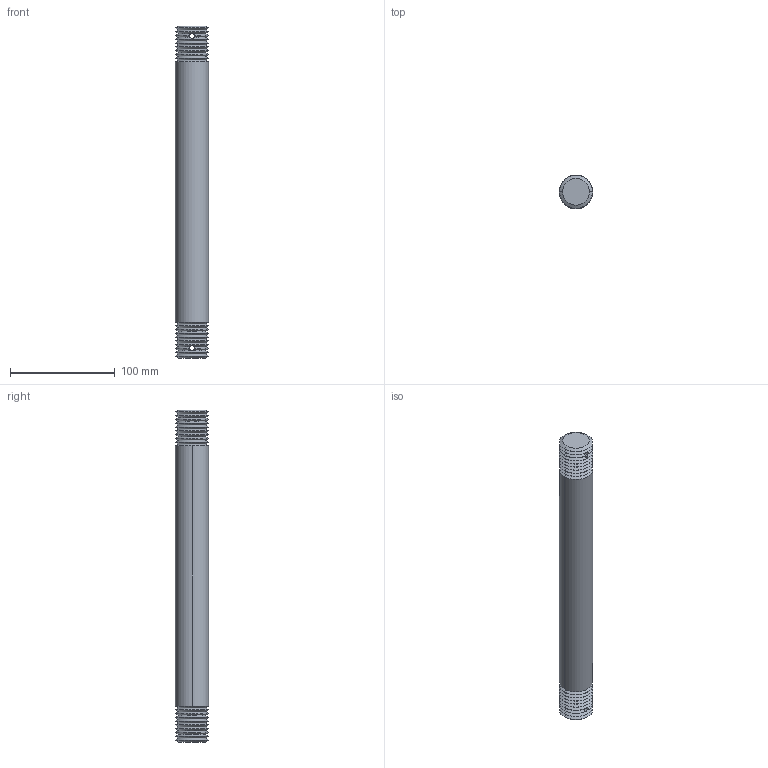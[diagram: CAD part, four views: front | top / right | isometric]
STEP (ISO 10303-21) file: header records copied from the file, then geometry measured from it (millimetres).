
FILE_DESCRIPTION (( 'STEP AP203' ), '1' );
FILE_NAME ('Trolley Center Shaft.stp.STEP', '2025-09-15T21:12:11', ( '' ), ( '' ), 'SwSTEP 2.0', 'SolidWorks 2023', '' );
FILE_SCHEMA (( 'CONFIG_CONTROL_DESIGN' ));
Length unit declared in the file: centimetre
Products named in the file (1): Trolley Center Shaft.stp
Bounding box: 31.75 x 31.75 x 317.5 mm (x, y, z)
Volume: 240831.6 mm3; surface area: 38799.7 mm2
Topology: 1 solids, 1 shells, 132 faces, 290 edges, 156 vertices
Faces by surface type: cone 84, cylinder 46, plane 2
Entity records: 4075 total; most frequent: CARTESIAN_POINT 1097, DIRECTION 664, ORIENTED_EDGE 580, EDGE_CURVE 290, AXIS2_PLACEMENT_3D 273, VERTEX_POINT 156, CIRCLE 140, EDGE_LOOP 132
